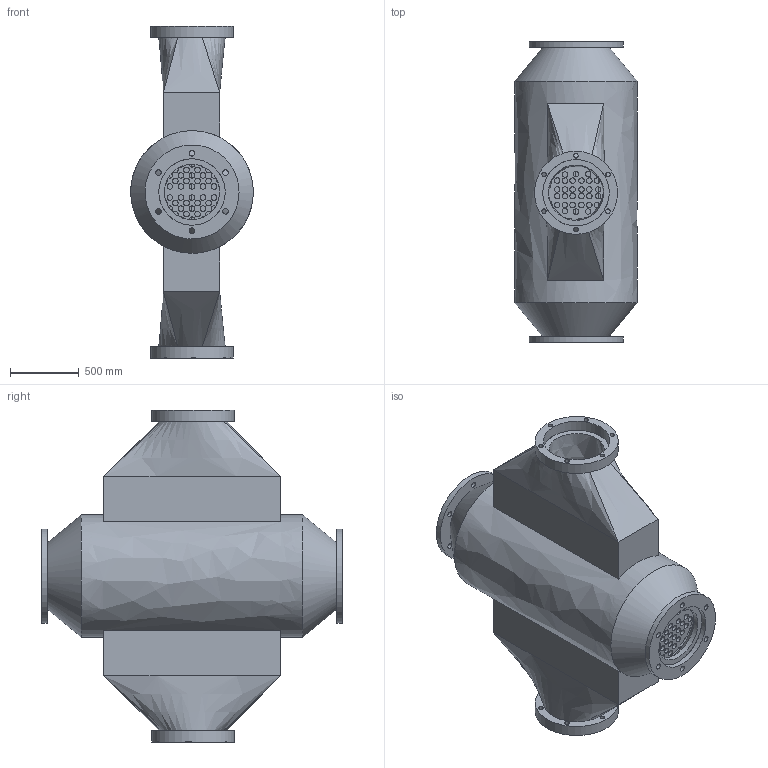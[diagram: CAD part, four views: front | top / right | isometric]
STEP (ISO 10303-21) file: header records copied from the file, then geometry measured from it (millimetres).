
FILE_DESCRIPTION(('FreeCAD Model'),'2;1');
FILE_NAME('Open CASCADE Shape Model','2025-04-26T15:31:43',('FreeCAD'),( 'FreeCAD'),'Open CASCADE STEP processor 7.6','FreeCAD','Unknown');
FILE_SCHEMA(('AUTOMOTIVE_DESIGN { 1 0 10303 214 1 1 1 1 }'));
Length unit declared in the file: millimetre
Products named in the file (1): Open CASCADE STEP translator 7.6 1
Bounding box: 890.87 x 2186.25 x 2412.86 mm (x, y, z)
Volume: 1222761125.2 mm3; surface area: 28195181.8 mm2
Topology: 8 solids, 8 shells, 277 faces, 762 edges, 507 vertices
Faces by surface type: bspline 277
Entity records: 12778 total; most frequent: CARTESIAN_POINT 8158, ORIENTED_EDGE 1524, EDGE_CURVE 762, FACE_BOUND 564, EDGE_LOOP 564, VERTEX_POINT 507, B_SPLINE_CURVE_WITH_KNOTS 310, ADVANCED_FACE 277
